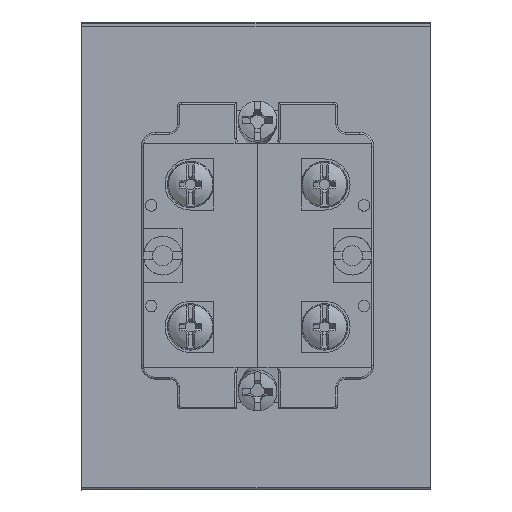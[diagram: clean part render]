
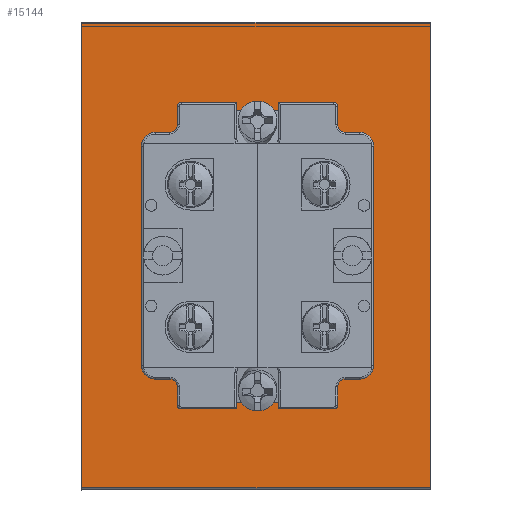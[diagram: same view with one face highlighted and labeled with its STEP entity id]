
A CAD part, left-side view. The second image highlights one B-rep face of the part: STEP entity #15144.
In plain terms, the highlighted planar face has unit normal (-1, 0, 0).
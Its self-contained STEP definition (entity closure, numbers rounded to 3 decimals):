
#14972=CARTESIAN_POINT('',(-15.704,-32.725,11.25));
#14973=VERTEX_POINT('',#14972);
#14974=CARTESIAN_POINT('',(-15.704,-32.725,22.5));
#14975=DIRECTION('',(1.0,0.0,0.0));
#14976=DIRECTION('',(0.0,0.0,1.0));
#14977=AXIS2_PLACEMENT_3D('',#14974,#14975,#14976);
#14978=CIRCLE('',#14977,11.25);
#14979=EDGE_CURVE('',#14973,#14973,#14978,.T.);
#15006=CARTESIAN_POINT('',(-15.704,-2.725,45.0));
#15007=VERTEX_POINT('',#15006);
#15026=CARTESIAN_POINT('',(-15.704,-2.725,0.0));
#15027=VERTEX_POINT('',#15026);
#15036=CARTESIAN_POINT('',(-15.704,-2.725,0.0));
#15037=DIRECTION('',(0.0,0.0,1.0));
#15038=VECTOR('',#15037,45.0);
#15039=LINE('',#15036,#15038);
#15040=EDGE_CURVE('',#15027,#15007,#15039,.T.);
#15090=CARTESIAN_POINT('',(-15.704,-62.725,45.0));
#15091=VERTEX_POINT('',#15090);
#15100=CARTESIAN_POINT('',(-15.704,-62.725,0.0));
#15101=VERTEX_POINT('',#15100);
#15102=CARTESIAN_POINT('',(-15.704,-62.725,0.0));
#15103=DIRECTION('',(0.0,0.0,1.0));
#15104=VECTOR('',#15103,45.0);
#15105=LINE('',#15102,#15104);
#15106=EDGE_CURVE('',#15101,#15091,#15105,.T.);
#15120=CARTESIAN_POINT('',(-15.704,-62.725,0.0));
#15121=DIRECTION('',(-1.0,0.0,0.0));
#15122=DIRECTION('',(0.0,0.0,1.0));
#15123=AXIS2_PLACEMENT_3D('',#15120,#15121,#15122);
#15124=PLANE('',#15123);
#15125=CARTESIAN_POINT('',(-15.704,-62.725,45.0));
#15126=DIRECTION('',(0.0,1.0,0.0));
#15127=VECTOR('',#15126,60.0);
#15128=LINE('',#15125,#15127);
#15129=EDGE_CURVE('',#15091,#15007,#15128,.T.);
#15130=ORIENTED_EDGE('',*,*,#15129,.T.);
#15131=ORIENTED_EDGE('',*,*,#15040,.F.);
#15132=CARTESIAN_POINT('',(-15.704,-2.725,0.0));
#15133=DIRECTION('',(0.0,-1.0,0.0));
#15134=VECTOR('',#15133,60.0);
#15135=LINE('',#15132,#15134);
#15136=EDGE_CURVE('',#15027,#15101,#15135,.T.);
#15137=ORIENTED_EDGE('',*,*,#15136,.T.);
#15138=ORIENTED_EDGE('',*,*,#15106,.T.);
#15139=EDGE_LOOP('',(#15130,#15131,#15137,#15138));
#15140=FACE_OUTER_BOUND('',#15139,.T.);
#15141=ORIENTED_EDGE('',*,*,#14979,.T.);
#15142=EDGE_LOOP('',(#15141));
#15143=FACE_BOUND('',#15142,.T.);
#15144=ADVANCED_FACE('',(#15140,#15143),#15124,.T.);
